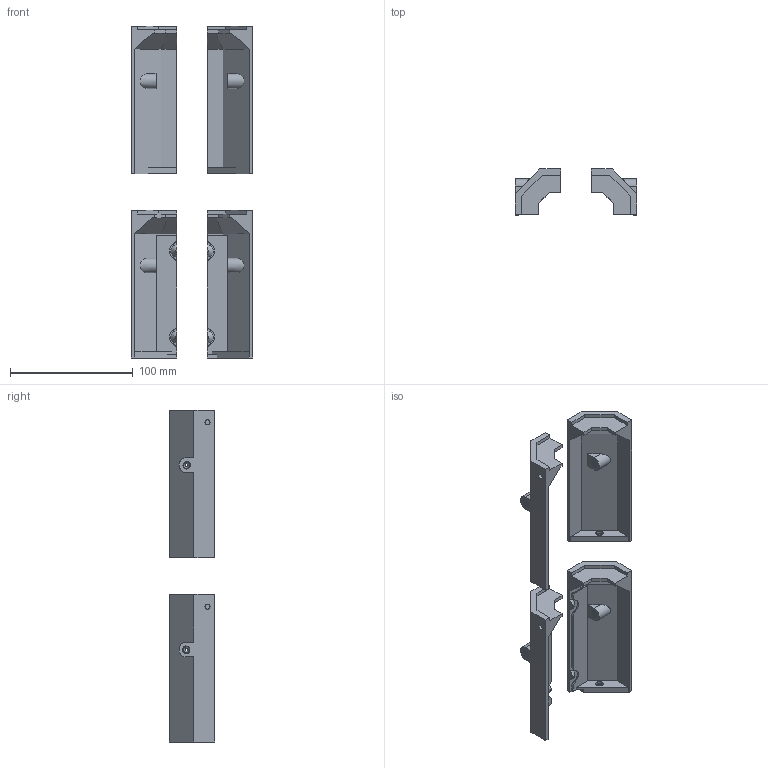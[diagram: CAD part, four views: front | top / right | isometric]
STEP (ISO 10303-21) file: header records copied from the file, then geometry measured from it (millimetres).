
FILE_DESCRIPTION(/* description */ ('STEP AP242'),/* implementation_level */ '2;1');
FILE_NAME(/* name */ 'corner with pc4 v7.step',/* time_stamp */ '2025-08-31T23:02:15-07:00',/* author */ (''),/* organization */ (''),/* preprocessor_version */ 'ST-DEVELOPER v20.1',/* originating_system */ 'Autodesk Translation Framework v14.10.0.0',/* authorisation */ '');
FILE_SCHEMA (('AUTOMOTIVE_DESIGN { 1 0 10303 214 3 1 1 }'));
Products named in the file (1): TOOLHEAD
Bounding box: 99 x 37 x 270 mm (x, y, z)
Volume: 154698 mm3; surface area: 77078.8 mm2
Topology: 4 solids, 4 shells, 346 faces, 952 edges, 638 vertices
Faces by surface type: plane 162, cylinder 112, bspline 48, cone 24
Full cylindrical faces by diameter (mm): 2.5 x4, 3.4 x4, 4.1 x8, 5.217 x48, 6 x4
Entity records: 38089 total; most frequent: CARTESIAN_POINT 29889, ORIENTED_EDGE 1904, DIRECTION 1378, EDGE_CURVE 952, VERTEX_POINT 638, LINE 488, VECTOR 488, AXIS2_PLACEMENT_3D 445
